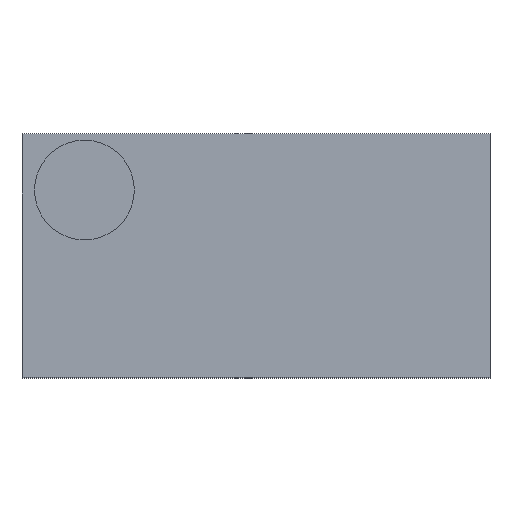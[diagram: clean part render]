
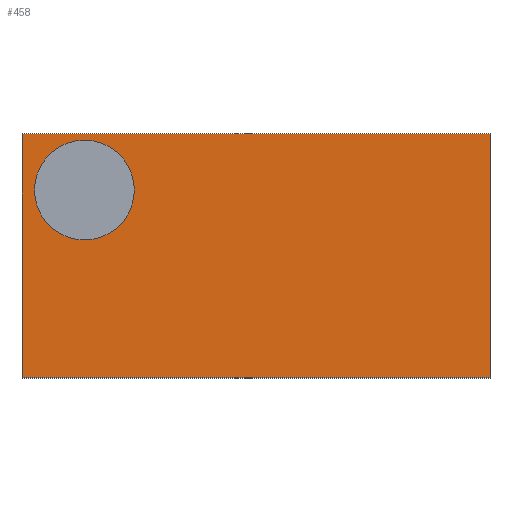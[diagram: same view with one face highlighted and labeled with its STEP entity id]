
A CAD part, top view. The second image highlights one B-rep face of the part: STEP entity #458.
In plain terms, the highlighted planar face has unit normal (0, 0, 1).
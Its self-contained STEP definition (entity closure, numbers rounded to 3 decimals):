
#337 = VERTEX_POINT('',#338);
#338 = CARTESIAN_POINT('',(7.569,-2.54,9.525));
#344 = EDGE_CURVE('',#345,#337,#347,.T.);
#345 = VERTEX_POINT('',#346);
#346 = CARTESIAN_POINT('',(-1.956,-2.54,9.525));
#347 = LINE('',#348,#349);
#348 = CARTESIAN_POINT('',(-1.956,-2.54,9.525));
#349 = VECTOR('',#350,1.);
#350 = DIRECTION('',(1.,0.,0.));
#375 = VERTEX_POINT('',#376);
#376 = CARTESIAN_POINT('',(7.569,2.413,9.525));
#382 = EDGE_CURVE('',#337,#375,#383,.T.);
#383 = LINE('',#384,#385);
#384 = CARTESIAN_POINT('',(7.569,-2.54,9.525));
#385 = VECTOR('',#386,1.);
#386 = DIRECTION('',(0.,1.,0.));
#406 = VERTEX_POINT('',#407);
#407 = CARTESIAN_POINT('',(-1.956,2.413,9.525));
#413 = EDGE_CURVE('',#375,#406,#414,.T.);
#414 = LINE('',#415,#416);
#415 = CARTESIAN_POINT('',(7.569,2.413,9.525));
#416 = VECTOR('',#417,1.);
#417 = DIRECTION('',(-1.,0.,0.));
#435 = EDGE_CURVE('',#406,#345,#436,.T.);
#436 = LINE('',#437,#438);
#437 = CARTESIAN_POINT('',(-1.956,2.413,9.525));
#438 = VECTOR('',#439,1.);
#439 = DIRECTION('',(0.,-1.,0.));
#458 = ADVANCED_FACE('',(#459),#465,.T.);
#459 = FACE_BOUND('',#460,.T.);
#460 = EDGE_LOOP('',(#461,#462,#463,#464));
#461 = ORIENTED_EDGE('',*,*,#344,.T.);
#462 = ORIENTED_EDGE('',*,*,#382,.T.);
#463 = ORIENTED_EDGE('',*,*,#413,.T.);
#464 = ORIENTED_EDGE('',*,*,#435,.T.);
#465 = PLANE('',#466);
#466 = AXIS2_PLACEMENT_3D('',#467,#468,#469);
#467 = CARTESIAN_POINT('',(-1.956,-2.54,9.525));
#468 = DIRECTION('',(0.,0.,1.));
#469 = DIRECTION('',(0.,1.,0.));
